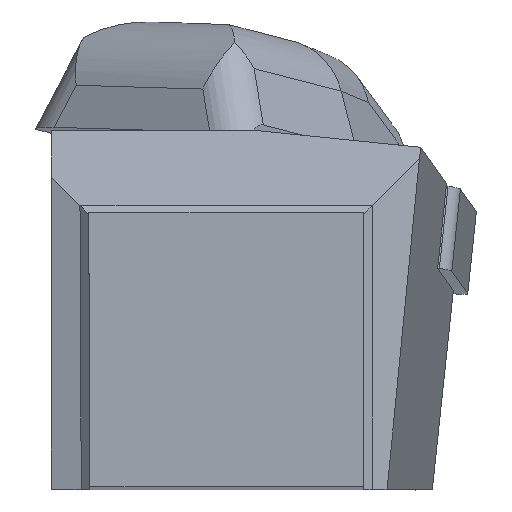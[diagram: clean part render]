
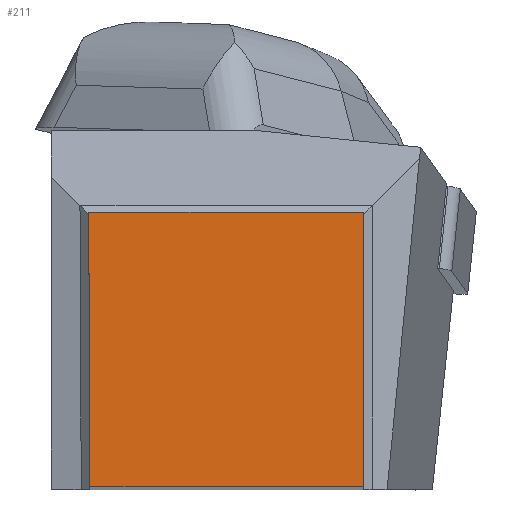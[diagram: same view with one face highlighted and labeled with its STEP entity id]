
A CAD part, top view. The second image highlights one B-rep face of the part: STEP entity #211.
In plain terms, the highlighted planar face has unit normal (0, 0, 1).
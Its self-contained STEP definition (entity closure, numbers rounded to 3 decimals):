
#144=FACE_OUTER_BOUND('',#628,.T.);
#211=ADVANCED_FACE('BLANK_BOXF006',(#144),#272,.F.);
#272=PLANE('',#1473);
#367=LINE('',#2125,#509);
#377=LINE('',#2143,#519);
#378=LINE('',#2145,#520);
#379=LINE('',#2147,#521);
#509=VECTOR('',#1686,1.);
#519=VECTOR('',#1700,1.);
#520=VECTOR('',#1701,1.);
#521=VECTOR('',#1702,1.);
#628=EDGE_LOOP('',(#804,#805,#806,#807));
#804=ORIENTED_EDGE('',*,*,#1246,.T.);
#805=ORIENTED_EDGE('',*,*,#1247,.T.);
#806=ORIENTED_EDGE('',*,*,#1248,.T.);
#807=ORIENTED_EDGE('',*,*,#1236,.T.);
#1099=VERTEX_POINT('',#2124);
#1100=VERTEX_POINT('',#2126);
#1106=VERTEX_POINT('',#2144);
#1107=VERTEX_POINT('',#2146);
#1236=EDGE_CURVE('',#1100,#1099,#367,.T.);
#1246=EDGE_CURVE('',#1099,#1106,#377,.T.);
#1247=EDGE_CURVE('',#1106,#1107,#378,.T.);
#1248=EDGE_CURVE('',#1107,#1100,#379,.T.);
#1473=AXIS2_PLACEMENT_3D('',#2148,#1703,#1704);
#1686=DIRECTION('',(1.,0.,0.));
#1700=DIRECTION('',(0.,1.,0.));
#1701=DIRECTION('',(-1.,0.,0.));
#1702=DIRECTION('',(0.004,-1.,0.));
#1703=DIRECTION('',(0.,0.,-1.));
#1704=DIRECTION('',(1.,0.,0.));
#2124=CARTESIAN_POINT('',(15.748,0.,0.));
#2125=CARTESIAN_POINT('',(-113.6,0.,0.));
#2126=CARTESIAN_POINT('',(0.069,0.,0.));
#2143=CARTESIAN_POINT('',(15.748,-113.6,0.));
#2144=CARTESIAN_POINT('',(15.748,15.748,0.));
#2145=CARTESIAN_POINT('',(113.6,15.748,0.));
#2146=CARTESIAN_POINT('',(0.,15.748,0.));
#2147=CARTESIAN_POINT('',(-0.427,113.599,0.));
#2148=CARTESIAN_POINT('',(34.225,-5.,0.));
